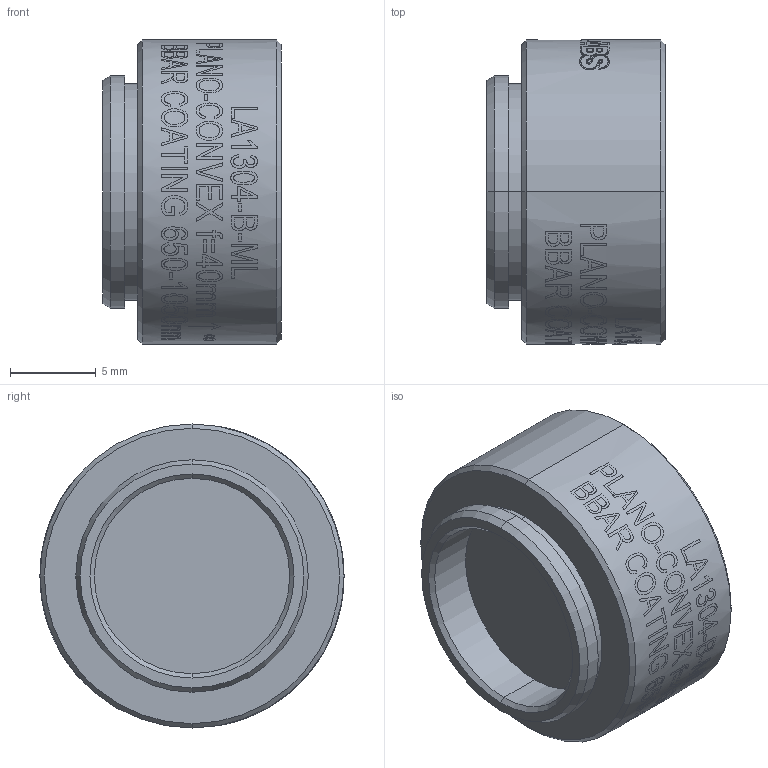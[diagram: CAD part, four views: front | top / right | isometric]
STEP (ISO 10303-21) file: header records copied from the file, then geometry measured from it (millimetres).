
FILE_DESCRIPTION (( 'STEP AP203' ), '1' );
FILE_NAME ('24408-E0W.STEP', '2017-10-25T21:04:37', ( 'admin' ), ( '' ), 'SwSTEP 2.0', 'SolidWorks 2016', '' );
FILE_SCHEMA (( 'CONFIG_CONTROL_DESIGN' ));
Length unit declared in the file: inch
Products named in the file (1): 24408-E0W
Bounding box: 10.41 x 17.78 x 17.78 mm (x, y, z)
Volume: 1319.3 mm3; surface area: 1842.9 mm2
Topology: 3 solids, 3 shells, 280 faces, 1129 edges, 951 vertices
Faces by surface type: cylinder 111, plane 94, bspline 58, cone 15, sphere 2
Entity records: 18405 total; most frequent: CARTESIAN_POINT 9285, ORIENTED_EDGE 2258, DIRECTION 1397, EDGE_CURVE 1129, VERTEX_POINT 951, AXIS2_PLACEMENT_3D 523, B_SPLINE_CURVE_WITH_KNOTS 453, EDGE_LOOP 380
